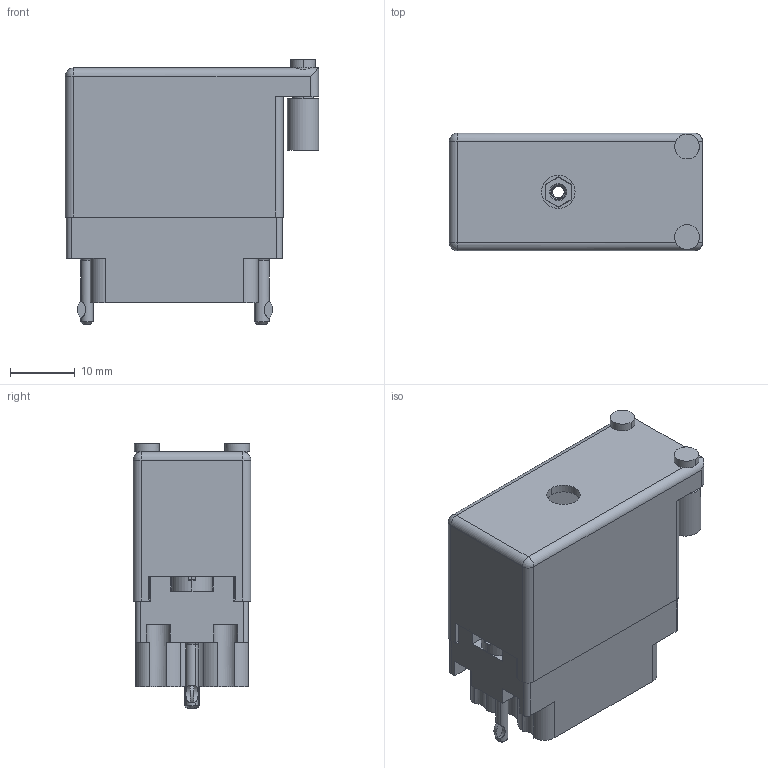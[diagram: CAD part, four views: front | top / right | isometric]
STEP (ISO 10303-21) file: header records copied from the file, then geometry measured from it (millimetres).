
FILE_DESCRIPTION (( 'STEP AP203' ), '1' );
FILE_NAME ('519-014-500-352.STEP', '2020-03-11T15:54:38', ( '' ), ( '' ), 'SwSTEP 2.0', 'SolidWorks 2016', '' );
FILE_SCHEMA (( 'CONFIG_CONTROL_DESIGN' ));
Length unit declared in the file: inch
Products named in the file (8): 519-014-500-352; 516-230-001_Metal - 020 Side Entry; 516-252-021-102_014; 516-292-001_500 Contact; 516-222-020-102_015; 519 Plug Insulator_014; 516-252-025-100_516-252-025-100; 516-222-020-102_014
Assembly tree (21 placements, depth 2):
  519-014-500-352
    519 Plug Insulator_014
    516-292-001_500 Contact  x14
    516-252-025-100_516-252-025-100
    516-252-021-102_014  x2
    516-222-020-102_014
    516-222-020-102_015
    516-230-001_Metal - 020 Side Entry
Bounding box: 39.12 x 18.16 x 40.84 mm (x, y, z)
Volume: 9745.6 mm3; surface area: 15416.3 mm2
Topology: 21 solids, 21 shells, 1870 faces, 5340 edges, 3524 vertices
Faces by surface type: plane 1019, cylinder 673, bspline 123, cone 49, torus 4, sphere 2
Entity records: 35768 total; most frequent: CARTESIAN_POINT 12606, ORIENTED_EDGE 4776, DIRECTION 4440, EDGE_CURVE 2388, VERTEX_POINT 1566, AXIS2_PLACEMENT_3D 1488, LINE 1464, VECTOR 1464
